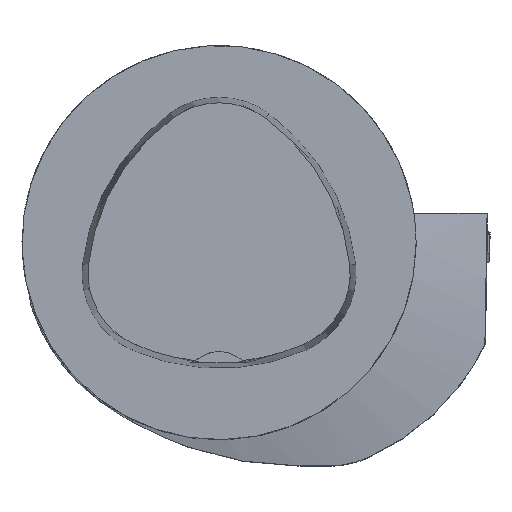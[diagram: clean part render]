
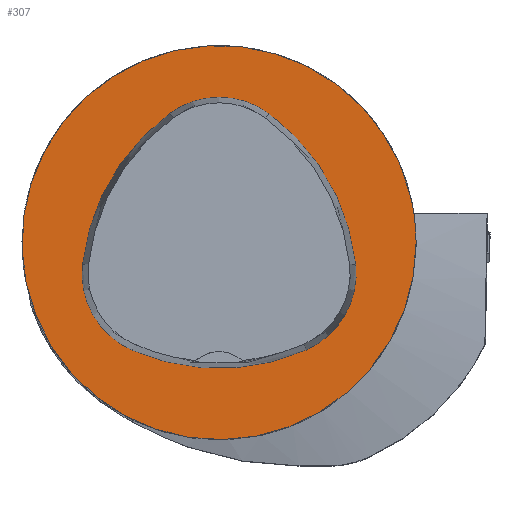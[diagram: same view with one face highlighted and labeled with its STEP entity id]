
A CAD part, top view. The second image highlights one B-rep face of the part: STEP entity #307.
In plain terms, the highlighted planar face has unit normal (0, 0, 1).
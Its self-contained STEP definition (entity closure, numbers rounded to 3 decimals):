
#134=FACE_BOUND('',#525,.T.);
#135=FACE_BOUND('',#526,.T.);
#168=CIRCLE('',#1977,40.);
#170=CIRCLE('',#1985,44.);
#172=CIRCLE('',#1988,17.);
#174=CIRCLE('',#1991,44.);
#176=CIRCLE('',#1994,17.);
#179=CIRCLE('',#1998,44.);
#182=CIRCLE('',#2002,17.);
#220=PLANE('',#2007);
#307=ADVANCED_FACE('',(#134,#135),#220,.T.);
#525=EDGE_LOOP('',(#958,#959,#960,#961,#962,#963));
#526=EDGE_LOOP('',(#964));
#958=ORIENTED_EDGE('',*,*,#1459,.F.);
#959=ORIENTED_EDGE('',*,*,#1454,.F.);
#960=ORIENTED_EDGE('',*,*,#1449,.F.);
#961=ORIENTED_EDGE('',*,*,#1446,.F.);
#962=ORIENTED_EDGE('',*,*,#1443,.F.);
#963=ORIENTED_EDGE('',*,*,#1439,.F.);
#964=ORIENTED_EDGE('',*,*,#1421,.T.);
#1209=VERTEX_POINT('',#3125);
#1226=VERTEX_POINT('',#3194);
#1227=VERTEX_POINT('',#3195);
#1230=VERTEX_POINT('',#3203);
#1232=VERTEX_POINT('',#3209);
#1234=VERTEX_POINT('',#3215);
#1238=VERTEX_POINT('',#3228);
#1421=EDGE_CURVE('',#1209,#1209,#168,.T.);
#1439=EDGE_CURVE('',#1226,#1227,#170,.T.);
#1443=EDGE_CURVE('',#1227,#1230,#172,.T.);
#1446=EDGE_CURVE('',#1230,#1232,#174,.T.);
#1449=EDGE_CURVE('',#1232,#1234,#176,.T.);
#1454=EDGE_CURVE('',#1234,#1238,#179,.T.);
#1459=EDGE_CURVE('',#1238,#1226,#182,.T.);
#1977=AXIS2_PLACEMENT_3D('',#3124,#2373,#2374);
#1985=AXIS2_PLACEMENT_3D('',#3193,#2393,#2394);
#1988=AXIS2_PLACEMENT_3D('',#3202,#2401,#2402);
#1991=AXIS2_PLACEMENT_3D('',#3208,#2408,#2409);
#1994=AXIS2_PLACEMENT_3D('',#3214,#2415,#2416);
#1998=AXIS2_PLACEMENT_3D('',#3227,#2424,#2425);
#2002=AXIS2_PLACEMENT_3D('',#3240,#2433,#2434);
#2007=AXIS2_PLACEMENT_3D('',#3245,#2443,#2444);
#2373=DIRECTION('',(0.,0.,1.));
#2374=DIRECTION('',(1.,0.,0.));
#2393=DIRECTION('',(0.,0.,1.));
#2394=DIRECTION('',(1.,0.,0.));
#2401=DIRECTION('',(0.,0.,1.));
#2402=DIRECTION('',(1.,0.,0.));
#2408=DIRECTION('',(0.,0.,1.));
#2409=DIRECTION('',(1.,0.,0.));
#2415=DIRECTION('',(0.,0.,1.));
#2416=DIRECTION('',(1.,0.,0.));
#2424=DIRECTION('',(0.,0.,1.));
#2425=DIRECTION('',(1.,0.,0.));
#2433=DIRECTION('',(0.,0.,1.));
#2434=DIRECTION('',(1.,0.,0.));
#2443=DIRECTION('',(0.,0.,1.));
#2444=DIRECTION('',(-1.,0.,0.));
#3124=CARTESIAN_POINT('',(0.,0.,0.));
#3125=CARTESIAN_POINT('',(40.,0.,0.));
#3193=CARTESIAN_POINT('',(-16.01,-9.224,0.));
#3194=CARTESIAN_POINT('',(27.722,-4.378,0.));
#3195=CARTESIAN_POINT('',(10.119,26.178,0.));
#3202=CARTESIAN_POINT('',(0.023,12.5,0.));
#3203=CARTESIAN_POINT('',(-10.049,26.194,0.));
#3208=CARTESIAN_POINT('',(16.021,-9.25,0.));
#3209=CARTESIAN_POINT('',(-27.71,-4.394,0.));
#3214=CARTESIAN_POINT('',(-10.814,-6.27,0.));
#3215=CARTESIAN_POINT('',(-17.611,-21.852,0.));
#3227=CARTESIAN_POINT('',(-0.017,18.477,0.));
#3228=CARTESIAN_POINT('',(17.652,-21.819,0.));
#3240=CARTESIAN_POINT('',(10.825,-6.25,0.));
#3245=CARTESIAN_POINT('',(0.,0.,0.));
